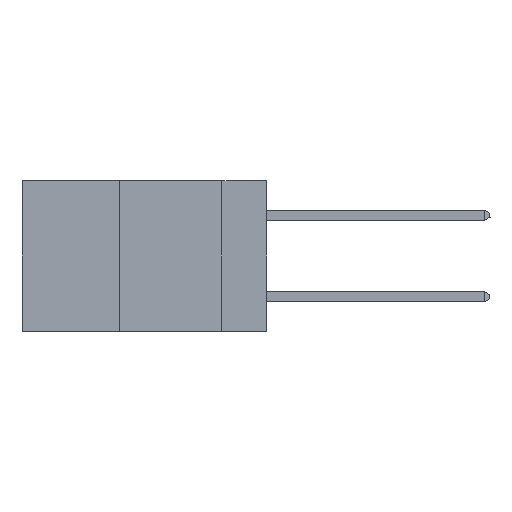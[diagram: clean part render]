
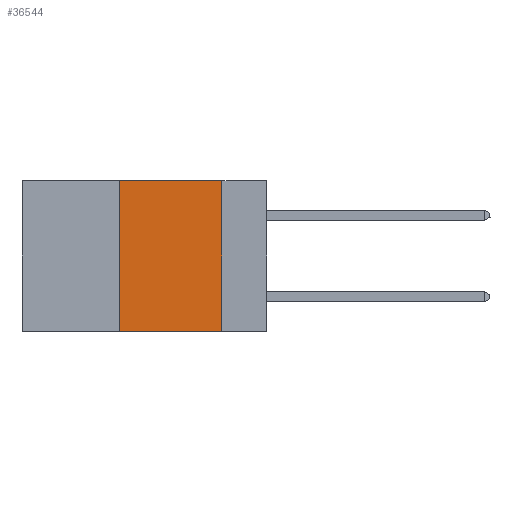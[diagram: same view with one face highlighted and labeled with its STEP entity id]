
A CAD part, left-side view. The second image highlights one B-rep face of the part: STEP entity #36544.
In plain terms, the highlighted planar face has unit normal (-1, 0, 0).
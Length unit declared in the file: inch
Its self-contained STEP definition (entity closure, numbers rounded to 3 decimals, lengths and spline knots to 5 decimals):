
#2394 = VECTOR ( 'NONE', #31587, 39.37008 ) ;
#4846 = VERTEX_POINT ( 'NONE', #6809 ) ;
#5033 = DIRECTION ( 'NONE',  ( 1., 0., 0. ) ) ;
#5419 = VECTOR ( 'NONE', #20057, 39.37008 ) ;
#6809 = CARTESIAN_POINT ( 'NONE',  ( 0., 0.36, 0. ) ) ;
#8746 = CARTESIAN_POINT ( 'NONE',  ( 0., 0.6, -0.37 ) ) ;
#12152 = EDGE_CURVE ( 'NONE', #27883, #4846, #25829, .T. ) ;
#12619 = VECTOR ( 'NONE', #25145, 39.37008 ) ;
#13477 = CARTESIAN_POINT ( 'NONE',  ( 0., 0.36, 0. ) ) ;
#14796 = LINE ( 'NONE', #27774, #18516 ) ;
#15763 = CARTESIAN_POINT ( 'NONE',  ( 0., 0.11, 0. ) ) ;
#16561 = EDGE_LOOP ( 'NONE', ( #36171, #30459, #36637, #36853 ) ) ;
#18516 = VECTOR ( 'NONE', #24602, 39.37008 ) ;
#19437 = VERTEX_POINT ( 'NONE', #15763 ) ;
#20057 = DIRECTION ( 'NONE',  ( 0., 0., 1. ) ) ;
#20768 = FACE_OUTER_BOUND ( 'NONE', #16561, .T. ) ;
#22339 = VERTEX_POINT ( 'NONE', #39081 ) ;
#22546 = EDGE_CURVE ( 'NONE', #4846, #19437, #14796, .T. ) ;
#24602 = DIRECTION ( 'NONE',  ( 0., -1., 0. ) ) ;
#25145 = DIRECTION ( 'NONE',  ( 0., -1., 0. ) ) ;
#25697 = CARTESIAN_POINT ( 'NONE',  ( 0., 0.36, -0.37 ) ) ;
#25829 = LINE ( 'NONE', #13477, #5419 ) ;
#26917 = EDGE_CURVE ( 'NONE', #19437, #22339, #29040, .T. ) ;
#27774 = CARTESIAN_POINT ( 'NONE',  ( 0., 0.6, 0. ) ) ;
#27883 = VERTEX_POINT ( 'NONE', #25697 ) ;
#29040 = LINE ( 'NONE', #38193, #2394 ) ;
#30459 = ORIENTED_EDGE ( 'NONE', *, *, #22546, .F. ) ;
#30557 = CARTESIAN_POINT ( 'NONE',  ( 0., 0.6, 0. ) ) ;
#30966 = DIRECTION ( 'NONE',  ( 0., 0., -1. ) ) ;
#31587 = DIRECTION ( 'NONE',  ( 0., 0., -1. ) ) ;
#33742 = PLANE ( 'NONE',  #34908 ) ;
#34908 = AXIS2_PLACEMENT_3D ( 'NONE', #30557, #5033, #30966 ) ;
#36171 = ORIENTED_EDGE ( 'NONE', *, *, #26917, .F. ) ;
#36544 = ADVANCED_FACE ( 'NONE', ( #20768 ), #33742, .F. ) ;
#36637 = ORIENTED_EDGE ( 'NONE', *, *, #12152, .F. ) ;
#36853 = ORIENTED_EDGE ( 'NONE', *, *, #38970, .T. ) ;
#37898 = LINE ( 'NONE', #8746, #12619 ) ;
#38193 = CARTESIAN_POINT ( 'NONE',  ( 0., 0.11, 0. ) ) ;
#38970 = EDGE_CURVE ( 'NONE', #27883, #22339, #37898, .T. ) ;
#39081 = CARTESIAN_POINT ( 'NONE',  ( 0., 0.11, -0.37 ) ) ;
